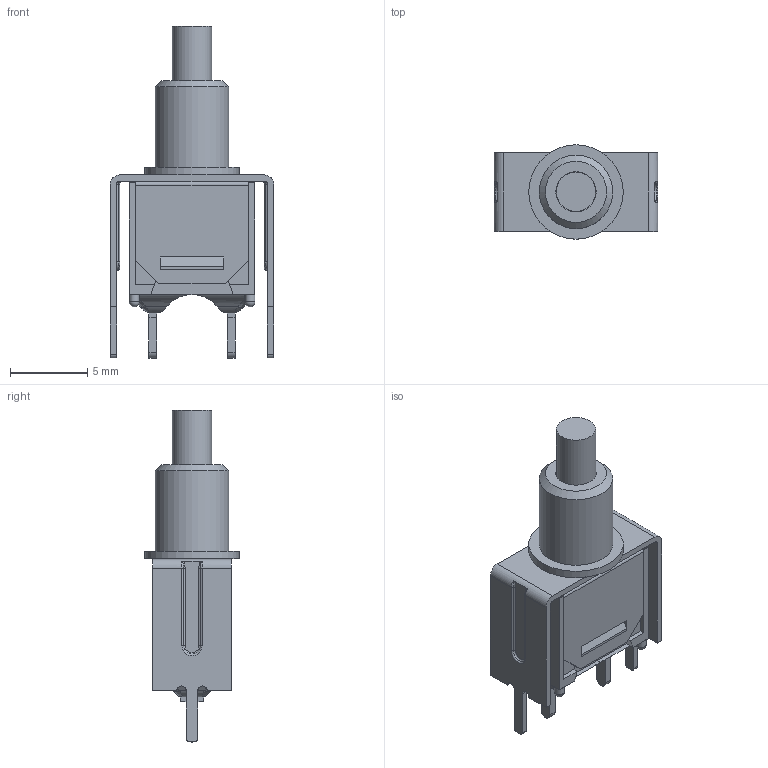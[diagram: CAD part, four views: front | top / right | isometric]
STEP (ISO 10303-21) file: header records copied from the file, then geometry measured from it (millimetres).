
FILE_DESCRIPTION((' '),'2;1');
FILE_NAME('800SP9B7VS2xE.stp','2017-07-28T16:19:12',(' '),(' '),' ','ACIS',' ');
FILE_SCHEMA(('CONFIG_CONTROL_DESIGN'));
Length unit declared in the file: inch
Products named in the file (7): 800SP9B7VS2xE.stp; Body1; Body2; Body3; Body4; Body5; Body6
Assembly tree (6 placements, depth 2):
  800SP9B7VS2xE.stp
    Body1
    Body2
    Body3
    Body4
    Body5
    Body6
Bounding box: 10.56 x 6.1 x 21.46 mm (x, y, z)
Volume: 346.3 mm3; surface area: 1339.4 mm2
Topology: 6 solids, 6 shells, 219 faces, 563 edges, 353 vertices
Faces by surface type: plane 115, cylinder 59, bspline 24, torus 16, sphere 4, cone 1
Full cylindrical faces by diameter (mm): 0.65 x4, 2.54 x1, 2.6 x1, 4.75 x1, 6.1 x1
Entity records: 8390 total; most frequent: CARTESIAN_POINT 2302, ORIENTED_EDGE 1084, DIRECTION 1027, EDGE_CURVE 542, VERTEX_POINT 347, AXIS2_PLACEMENT_3D 345, VECTOR 337, LINE 337
